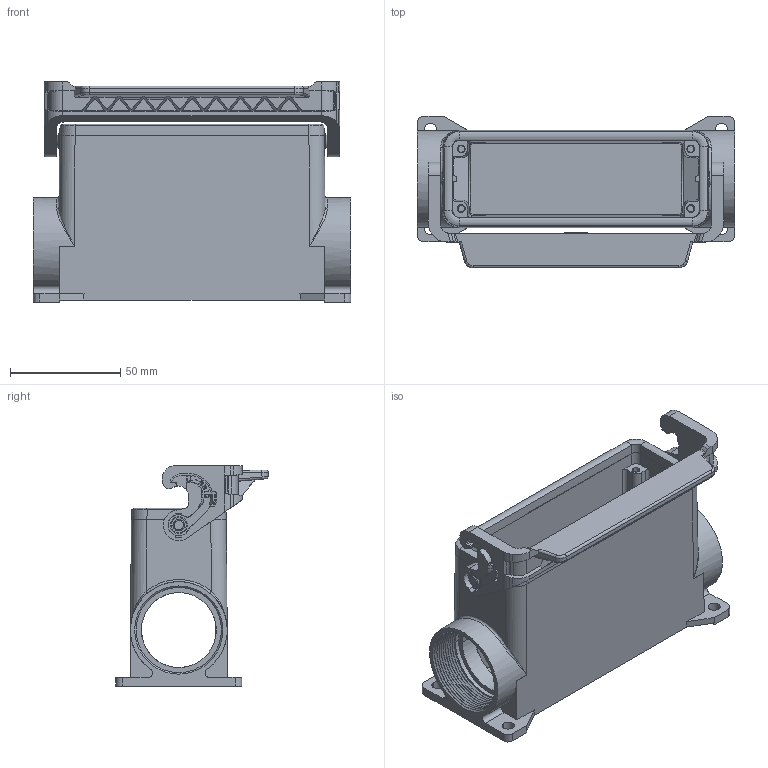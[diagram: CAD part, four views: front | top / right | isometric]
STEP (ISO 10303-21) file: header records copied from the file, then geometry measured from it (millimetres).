
FILE_DESCRIPTION(('Creo Elements/Direct Modeling STEP Export'),'2;1');
FILE_NAME('37jbk2e5ph4prv33060','2023-03-02T 9:39:31',(''),(''),'Creo Elements/Direct Modeling STEP processor for AP214 (Solid Model)','Creo Elements/Direct Modeling 20.1B 02-Apr-2019 (C) Parametric Technology GmbH','');
FILE_SCHEMA(('AUTOMOTIVE_DESIGN { 1 0 10303 214 1 1 1 1 }'));
Length unit declared in the file: millimetre
Products named in the file (2): MLAP 24 L240
Assembly tree (1 placements, depth 2):
  MLAP 24 L240
    MLAP 24 L240
Bounding box: 144 x 68.96 x 100 mm (x, y, z)
Volume: 152622.5 mm3; surface area: 81868.6 mm2
Topology: 1 solids, 1 shells, 1129 faces, 3013 edges, 1935 vertices
Faces by surface type: plane 659, cylinder 298, cone 110, torus 46, bspline 16
Entity records: 48967 total; most frequent: CARTESIAN_POINT 12297, ORIENTED_EDGE 6018, DIRECTION 5428, EDGE_CURVE 3009, VECTOR 2078, LINE 2078, VERTEX_POINT 1935, AXIS2_PLACEMENT_3D 1675
